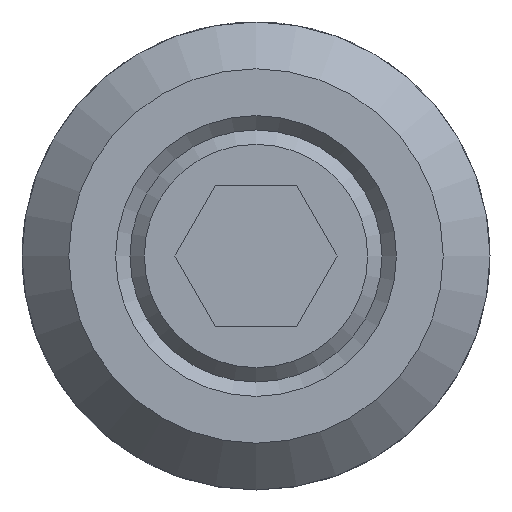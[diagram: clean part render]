
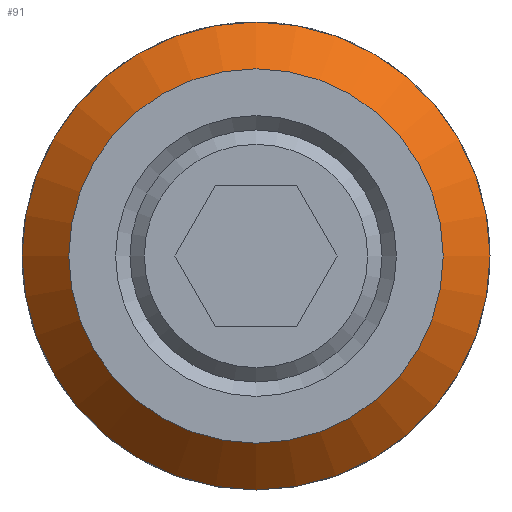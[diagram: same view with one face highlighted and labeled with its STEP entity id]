
A CAD part, left-side view. The second image highlights one B-rep face of the part: STEP entity #91.
In plain terms, the highlighted conical face has half-angle 45 degrees and reference radius 5 mm.
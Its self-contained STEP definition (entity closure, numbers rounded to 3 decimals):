
#91 = ADVANCED_FACE( '', ( #197, #198 ), #199, .T. );
#197 = FACE_BOUND( '', #318, .T. );
#198 = FACE_OUTER_BOUND( '', #319, .T. );
#199 = CONICAL_SURFACE( '', #320, 5., 0.785 );
#318 = EDGE_LOOP( '', ( #512 ) );
#319 = EDGE_LOOP( '', ( #513 ) );
#320 = AXIS2_PLACEMENT_3D( '', #514, #515, #516 );
#512 = ORIENTED_EDGE( '', *, *, #679, .T. );
#513 = ORIENTED_EDGE( '', *, *, #695, .F. );
#514 = CARTESIAN_POINT( '', ( 51., 0., 0. ) );
#515 = DIRECTION( '', ( 1., 0., 0. ) );
#516 = DIRECTION( '', ( 0., 0., -1. ) );
#679 = EDGE_CURVE( '', #802, #802, #803, .T. );
#695 = EDGE_CURVE( '', #825, #825, #826, .T. );
#802 = VERTEX_POINT( '', #970 );
#803 = CIRCLE( '', #971, 4. );
#825 = VERTEX_POINT( '', #1002 );
#826 = CIRCLE( '', #1003, 5. );
#970 = CARTESIAN_POINT( '', ( 50., 0., -4. ) );
#971 = AXIS2_PLACEMENT_3D( '', #1108, #1109, #1110 );
#1002 = CARTESIAN_POINT( '', ( 51., 0., -5. ) );
#1003 = AXIS2_PLACEMENT_3D( '', #1123, #1124, #1125 );
#1108 = CARTESIAN_POINT( '', ( 50., 0., 0. ) );
#1109 = DIRECTION( '', ( 1., 0., 0. ) );
#1110 = DIRECTION( '', ( 0., 0., -1. ) );
#1123 = CARTESIAN_POINT( '', ( 51., 0., 0. ) );
#1124 = DIRECTION( '', ( 1., 0., 0. ) );
#1125 = DIRECTION( '', ( 0., 0., -1. ) );
